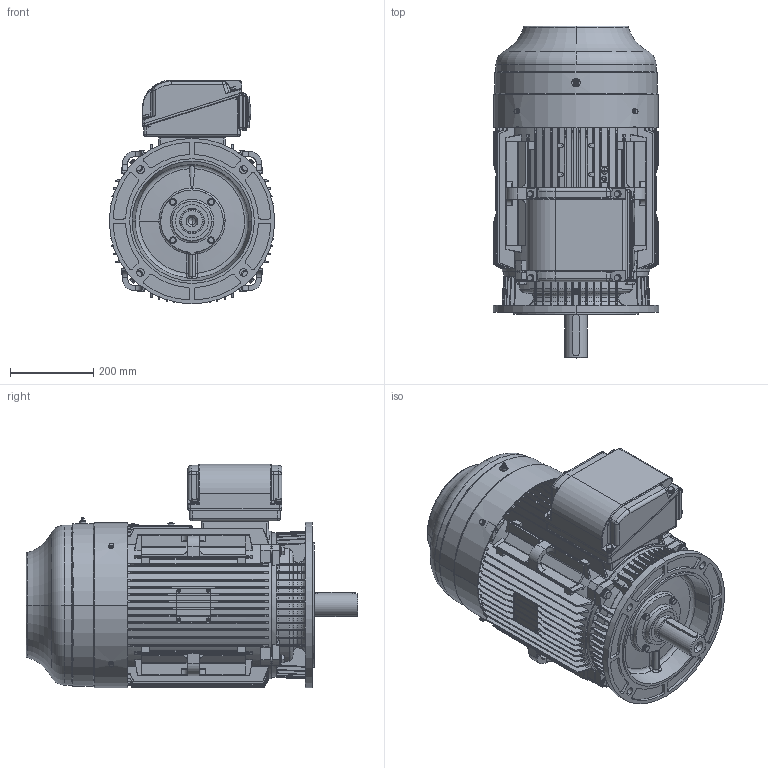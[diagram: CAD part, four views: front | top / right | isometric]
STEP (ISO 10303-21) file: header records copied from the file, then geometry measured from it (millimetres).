
FILE_DESCRIPTION (( 'STEP AP203' ), '1' );
FILE_NAME ('ZSWE200LC-2 B5.STEP', '2015-05-27T06:51:19', ( 'Sky123.Org' ), ( 'Sky123.Org' ), 'SwSTEP 2.0', 'SolidWorks 2012', '' );
FILE_SCHEMA (( 'CONFIG_CONTROL_DESIGN' ));
Length unit declared in the file: millimetre
Products named in the file (34): ZSWE200LC-2 B5; WE200JIACHANGFENGZHAO; WE200-225-JXHZJ-NF; 16X1.5MENGAI; 50X1.5MENGAI; M8X16-WLJ-5784; M8X25-WLJ-5784; 8-TD-93-1987; 8-DP-97.1; SWE200-225JXHGDB; SWE200-225JIEXIANHEGAI-NF; SWE200-225JIEXIANHEZUO; DUTOU; WE200TYDG-2-SPM; 8-TANDIAN; 8-PINGDIAN; M8-70-WAILIUJIAO; 16-100PINGJIAN; 60-80YOUFENG; WE200-ZHOUSHEN; B3-L-JIZUO1; 12-TANDIAN; 12-PINGDIAN; M12-45WAILIUJIAO; 14-4YOUGUAN; M10-1YOUBEI; M8-10-HUOLUOSAI; 6-TANDIAN; 6-PINGDIAN; M6-8-WAILIUJIAO; M10-10JINDINGLUODING; M8-10SHIZICAOPANGTOU; MINGPAI; 2-MAODING
Assembly tree (104 placements, depth 3):
  ZSWE200LC-2 B5
    2-MAODING  x8
    MINGPAI  x2
    M8-10SHIZICAOPANGTOU
    M10-10JINDINGLUODING
    M6-8-WAILIUJIAO  x4
    6-PINGDIAN  x4
    6-TANDIAN  x4
    M8-10-HUOLUOSAI  x2
    M10-1YOUBEI  x2
    14-4YOUGUAN
    M12-45WAILIUJIAO  x8
    12-PINGDIAN  x8
    12-TANDIAN  x8
    B3-L-JIZUO1
    WE200-ZHOUSHEN
    60-80YOUFENG
    16-100PINGJIAN
    M8-70-WAILIUJIAO  x4
    8-PINGDIAN  x4
    8-TANDIAN  x4
    WE200TYDG-2-SPM
    DUTOU  x2
    WE200-225-JXHZJ-NF
      SWE200-225JIEXIANHEZUO
      SWE200-225JIEXIANHEGAI-NF
      SWE200-225JXHGDB
      8-DP-97.1  x8
      8-TD-93-1987  x8
      M8X25-WLJ-5784  x4
      M8X16-WLJ-5784  x4
      50X1.5MENGAI  x2
      16X1.5MENGAI
    WE200JIACHANGFENGZHAO
Bounding box: 398 x 798.5 x 538 mm (x, y, z)
Volume: 54542267.8 mm3; surface area: 3566140 mm2
Topology: 104 solids, 116 shells, 4456 faces, 11648 edges, 7396 vertices
Faces by surface type: cylinder 1708, plane 1483, bspline 593, cone 588, torus 68, sphere 16
Entity records: 153000 total; most frequent: CARTESIAN_POINT 69120, ORIENTED_EDGE 18290, DIRECTION 13959, EDGE_CURVE 9145, VERTEX_POINT 5904, AXIS2_PLACEMENT_3D 5276, EDGE_LOOP 3669, FACE_OUTER_BOUND 3457
